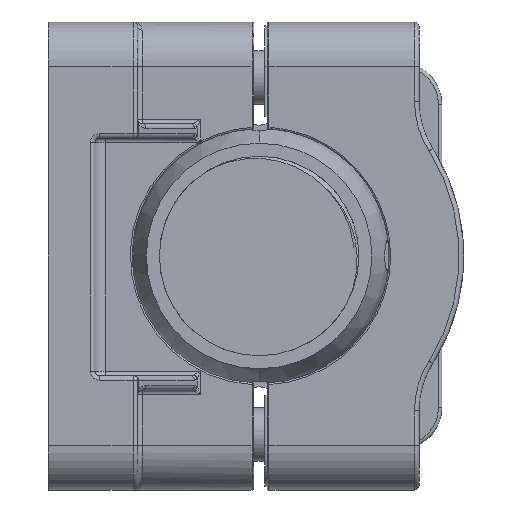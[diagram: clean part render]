
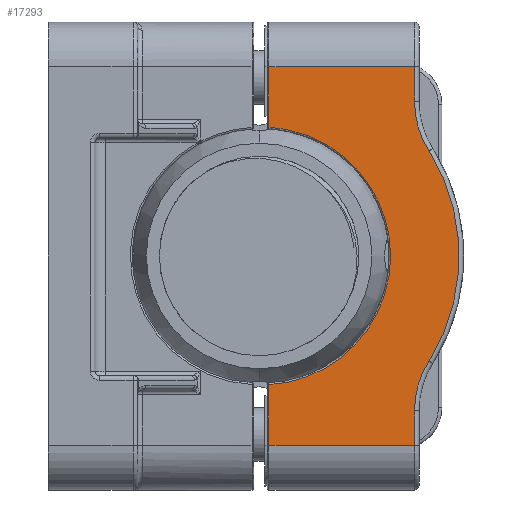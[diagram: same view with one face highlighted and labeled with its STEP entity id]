
A CAD part, front view. The second image highlights one B-rep face of the part: STEP entity #17293.
In plain terms, the highlighted planar face has unit normal (0, -1, 0).
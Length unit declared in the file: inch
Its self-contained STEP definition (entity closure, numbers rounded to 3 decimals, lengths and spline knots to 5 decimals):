
#52=CARTESIAN_POINT('',(1.365,-0.25,-0.86747));
#53=DIRECTION('',(0.,-1.,0.));
#54=DIRECTION('',(-0.847,0.,0.532));
#55=AXIS2_PLACEMENT_3D('',#52,#53,#54);
#66=DIRECTION('',(0.,0.,-1.));
#67=VECTOR('',#66,0.19253);
#68=CARTESIAN_POINT('',(0.84,-0.25,-0.86747));
#69=LINE('',#68,#67);
#901=CARTESIAN_POINT('',(-0.015,-0.25,0.));
#902=DIRECTION('',(0.,1.,0.));
#903=DIRECTION('',(0.847,0.,0.532));
#904=AXIS2_PLACEMENT_3D('',#901,#902,#903);
#911=DIRECTION('',(0.,0.,-1.));
#912=VECTOR('',#911,0.34);
#913=CARTESIAN_POINT('',(0.025,-0.25,-0.72));
#914=LINE('',#913,#912);
#930=CARTESIAN_POINT('',(0.025,-0.25,-0.72));
#1008=CARTESIAN_POINT('',(0.025,-0.25,0.72));
#1010=CARTESIAN_POINT('',(0.025,-0.25,-0.72));
#1011=CARTESIAN_POINT('',(0.04069,-0.25,-0.71913));
#1012=CARTESIAN_POINT('',(0.07198,-0.25,-0.71636));
#1013=CARTESIAN_POINT('',(0.11883,-0.25,-0.70911));
#1014=CARTESIAN_POINT('',(0.16518,-0.25,-0.69877));
#1015=CARTESIAN_POINT('',(0.21082,-0.25,-0.68539));
#1016=CARTESIAN_POINT('',(0.25546,-0.25,-0.66903));
#1017=CARTESIAN_POINT('',(0.29891,-0.25,-0.64978));
#1018=CARTESIAN_POINT('',(0.341,-0.25,-0.62771));
#1019=CARTESIAN_POINT('',(0.38155,-0.25,-0.60291));
#1020=CARTESIAN_POINT('',(0.4204,-0.25,-0.57549));
#1021=CARTESIAN_POINT('',(0.45734,-0.25,-0.54557));
#1022=CARTESIAN_POINT('',(0.49224,-0.25,-0.51328));
#1023=CARTESIAN_POINT('',(0.52494,-0.25,-0.47877));
#1024=CARTESIAN_POINT('',(0.5553,-0.25,-0.44216));
#1025=CARTESIAN_POINT('',(0.58319,-0.25,-0.40363));
#1026=CARTESIAN_POINT('',(0.60849,-0.25,-0.36335));
#1027=CARTESIAN_POINT('',(0.63107,-0.25,-0.32147));
#1028=CARTESIAN_POINT('',(0.65085,-0.25,-0.2782));
#1029=CARTESIAN_POINT('',(0.66774,-0.25,-0.23371));
#1030=CARTESIAN_POINT('',(0.68166,-0.25,-0.18821));
#1031=CARTESIAN_POINT('',(0.69255,-0.25,-0.14188));
#1032=CARTESIAN_POINT('',(0.70036,-0.25,-0.09493));
#1033=CARTESIAN_POINT('',(0.70506,-0.25,-0.04757));
#1034=CARTESIAN_POINT('',(0.70663,-0.25,0.));
#1035=CARTESIAN_POINT('',(0.70506,-0.25,0.04757));
#1036=CARTESIAN_POINT('',(0.70036,-0.25,0.09493));
#1037=CARTESIAN_POINT('',(0.69255,-0.25,0.14188));
#1038=CARTESIAN_POINT('',(0.68166,-0.25,0.18821));
#1039=CARTESIAN_POINT('',(0.66774,-0.25,0.23371));
#1040=CARTESIAN_POINT('',(0.65085,-0.25,0.2782));
#1041=CARTESIAN_POINT('',(0.63107,-0.25,0.32147));
#1042=CARTESIAN_POINT('',(0.60849,-0.25,0.36335));
#1043=CARTESIAN_POINT('',(0.58319,-0.25,0.40363));
#1044=CARTESIAN_POINT('',(0.5553,-0.25,0.44216));
#1045=CARTESIAN_POINT('',(0.52494,-0.25,0.47877));
#1046=CARTESIAN_POINT('',(0.49224,-0.25,0.51328));
#1047=CARTESIAN_POINT('',(0.45734,-0.25,0.54557));
#1048=CARTESIAN_POINT('',(0.4204,-0.25,0.57549));
#1049=CARTESIAN_POINT('',(0.38155,-0.25,0.60291));
#1050=CARTESIAN_POINT('',(0.341,-0.25,0.62771));
#1051=CARTESIAN_POINT('',(0.29891,-0.25,0.64978));
#1052=CARTESIAN_POINT('',(0.25546,-0.25,0.66903));
#1053=CARTESIAN_POINT('',(0.21082,-0.25,0.68539));
#1054=CARTESIAN_POINT('',(0.16518,-0.25,0.69877));
#1055=CARTESIAN_POINT('',(0.11883,-0.25,0.70911));
#1056=CARTESIAN_POINT('',(0.07198,-0.25,0.71636));
#1057=CARTESIAN_POINT('',(0.04069,-0.25,0.71913));
#1058=CARTESIAN_POINT('',(0.025,-0.25,0.72));
#1255=DIRECTION('',(1.,0.,0.));
#1256=VECTOR('',#1255,0.815);
#1257=CARTESIAN_POINT('',(0.025,-0.25,-1.06));
#1258=LINE('',#1257,#1256);
#1755=CARTESIAN_POINT('',(1.365,-0.25,0.86747));
#1756=DIRECTION('',(0.,-1.,0.));
#1757=DIRECTION('',(-1.,0.,0.));
#1758=AXIS2_PLACEMENT_3D('',#1755,#1756,#1757);
#1769=DIRECTION('',(0.,0.,-1.));
#1770=VECTOR('',#1769,0.19253);
#1771=CARTESIAN_POINT('',(0.84,-0.25,1.06));
#1772=LINE('',#1771,#1770);
#1834=DIRECTION('',(-1.,0.,0.));
#1835=VECTOR('',#1834,0.815);
#1836=CARTESIAN_POINT('',(0.84,-0.25,1.06));
#1837=LINE('',#1836,#1835);
#1862=DIRECTION('',(0.,0.,-1.));
#1863=VECTOR('',#1862,0.34);
#1864=CARTESIAN_POINT('',(0.025,-0.25,1.06));
#1865=LINE('',#1864,#1863);
#15582=CARTESIAN_POINT('',(0.84,-0.25,1.06));
#15583=VERTEX_POINT('',#15582);
#15586=CARTESIAN_POINT('',(0.84,-0.25,0.86747));
#15587=VERTEX_POINT('',#15586);
#15590=CARTESIAN_POINT('',(0.92052,-0.25,0.58807));
#15591=VERTEX_POINT('',#15590);
#15594=CARTESIAN_POINT('',(0.92052,-0.25,-0.58807));
#15595=VERTEX_POINT('',#15594);
#15598=CARTESIAN_POINT('',(0.84,-0.25,-0.86747));
#15599=VERTEX_POINT('',#15598);
#15602=CARTESIAN_POINT('',(0.84,-0.25,-1.06));
#15603=VERTEX_POINT('',#15602);
#15617=VERTEX_POINT('',#930);
#15623=VERTEX_POINT('',#1008);
#15748=CARTESIAN_POINT('',(0.025,-0.25,-1.06));
#15749=VERTEX_POINT('',#15748);
#15752=CARTESIAN_POINT('',(0.025,-0.25,1.06));
#15753=VERTEX_POINT('',#15752);
#17269=CARTESIAN_POINT('',(0.,-0.25,0.));
#17270=DIRECTION('',(0.,-1.,0.));
#17271=DIRECTION('',(0.,0.,-1.));
#17272=AXIS2_PLACEMENT_3D('',#17269,#17270,#17271);
#17273=PLANE('',#17272);
#17275=ORIENTED_EDGE('',*,*,#17274,.F.);
#17277=ORIENTED_EDGE('',*,*,#17276,.T.);
#17279=ORIENTED_EDGE('',*,*,#17278,.F.);
#17281=ORIENTED_EDGE('',*,*,#17280,.F.);
#17283=ORIENTED_EDGE('',*,*,#17282,.T.);
#17285=ORIENTED_EDGE('',*,*,#17284,.T.);
#17286=ORIENTED_EDGE('',*,*,#17262,.T.);
#17287=ORIENTED_EDGE('',*,*,#16362,.T.);
#17288=ORIENTED_EDGE('',*,*,#16378,.T.);
#17290=ORIENTED_EDGE('',*,*,#17289,.F.);
#17291=EDGE_LOOP('',(#17275,#17277,#17279,#17281,#17283,#17285,#17286,#17287,
#17288,#17290));
#17292=FACE_OUTER_BOUND('',#17291,.F.);
#17293=ADVANCED_FACE('',(#17292),#17273,.T.);
#56=CIRCLE('',#55,0.525);
#905=CIRCLE('',#904,1.105);
#1059=B_SPLINE_CURVE_WITH_KNOTS('',3,(#1010,#1011,#1012,#1013,#1014,#1015,#1016,
#1017,#1018,#1019,#1020,#1021,#1022,#1023,#1024,#1025,#1026,#1027,#1028,#1029,
#1030,#1031,#1032,#1033,#1034,#1035,#1036,#1037,#1038,#1039,#1040,#1041,#1042,
#1043,#1044,#1045,#1046,#1047,#1048,#1049,#1050,#1051,#1052,#1053,#1054,#1055,
#1056,#1057,#1058),.UNSPECIFIED.,.F.,.F.,(4,1,1,1,1,1,1,1,1,1,1,1,1,1,1,1,1,1,1,
1,1,1,1,1,1,1,1,1,1,1,1,1,1,1,1,1,1,1,1,1,1,1,1,1,1,1,4),(0.,
0.02174,0.04348,0.06522,0.08696,
0.1087,0.13043,0.15217,0.17391,
0.19565,0.21739,0.23913,0.26087,
0.28261,0.30435,0.32609,0.34783,
0.36957,0.3913,0.41304,0.43478,
0.45652,0.47826,0.5,0.52174,0.54348,
0.56522,0.58696,0.6087,0.63043,
0.65217,0.67391,0.69565,0.71739,
0.73913,0.76087,0.78261,0.80435,
0.82609,0.84783,0.86957,0.8913,
0.91304,0.93478,0.95652,0.97826,1.),
.UNSPECIFIED.);
#1759=CIRCLE('',#1758,0.525);
#16362=EDGE_CURVE('',#15595,#15599,#56,.T.);
#16378=EDGE_CURVE('',#15599,#15603,#69,.T.);
#17262=EDGE_CURVE('',#15591,#15595,#905,.T.);
#17274=EDGE_CURVE('',#15617,#15749,#914,.T.);
#17276=EDGE_CURVE('',#15617,#15623,#1059,.T.);
#17278=EDGE_CURVE('',#15753,#15623,#1865,.T.);
#17280=EDGE_CURVE('',#15583,#15753,#1837,.T.);
#17282=EDGE_CURVE('',#15583,#15587,#1772,.T.);
#17284=EDGE_CURVE('',#15587,#15591,#1759,.T.);
#17289=EDGE_CURVE('',#15749,#15603,#1258,.T.);
